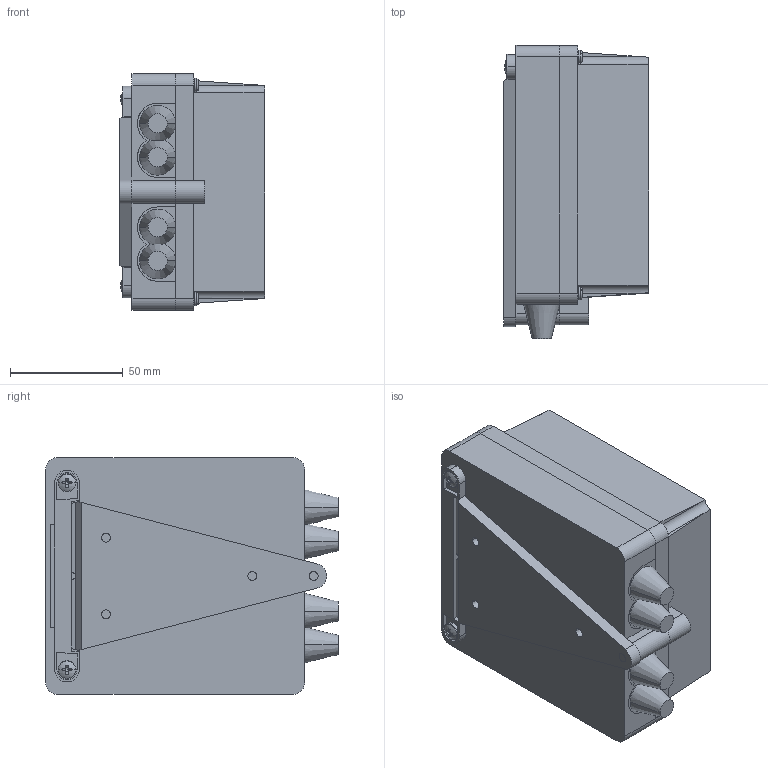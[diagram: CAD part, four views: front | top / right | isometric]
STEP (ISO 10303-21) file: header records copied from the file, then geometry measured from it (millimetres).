
FILE_DESCRIPTION (( 'STEP AP214' ), '1' );
FILE_NAME ('3D Ìîäåëü ÒÐÌ201-Í.STEP', '2015-08-18T07:34:59', ( 'adm' ), ( 'owen' ), 'SwSTEP 2.0', 'SolidWorks 2011', '' );
FILE_SCHEMA (( 'AUTOMOTIVE_DESIGN' ));
Length unit declared in the file: millimetre
Products named in the file (10): Çàãëóøêè_2êîí; ﾊ煇鳫; Ïëàíêà_çàäíÿÿ; Êîðïóñ ÒÐÌ201-Í âåðõ; Êîðïóñ ÒÐÌ201-Í íèç; 3D Ìîäåëü ÒÐÌ201-Í; Âèíò Ì4õ20; 妈眚 󊅛5 梦岩17473-78_ISO 7045 - M4 x 10 - Z --- 10N; slotted pan head screw_iso_ISO 1580 - M4 x 35 --- 35N; TRM201_002F04M
Assembly tree (14 placements, depth 2):
  3D Ìîäåëü ÒÐÌ201-Í
    Êîðïóñ ÒÐÌ201-Í íèç
    Çàãëóøêè_2êîí  x2
    Âèíò Ì4õ20  x4
    妈眚 󊅛5 梦岩17473-78_ISO 7045 - M4 x 10 - Z --- 10N  x2
    Ïëàíêà_çàäíÿÿ
    slotted pan head screw_iso_ISO 1580 - M4 x 35 --- 35N
    TRM201_002F04M
    Êîðïóñ ÒÐÌ201-Í âåðõ
    ﾊ煇鳫
Bounding box: 64.5 x 130 x 105 mm (x, y, z)
Volume: 151466.9 mm3; surface area: 131065.4 mm2
Topology: 14 solids, 14 shells, 1238 faces, 3246 edges, 2146 vertices
Faces by surface type: plane 857, bspline 206, cylinder 123, cone 30, torus 18, sphere 4
Entity records: 44301 total; most frequent: CARTESIAN_POINT 8785, ORIENTED_EDGE 5836, DIRECTION 4613, EDGE_CURVE 2918, VECTOR 2171, LINE 2171, VERTEX_POINT 1939, EDGE_LOOP 1241
